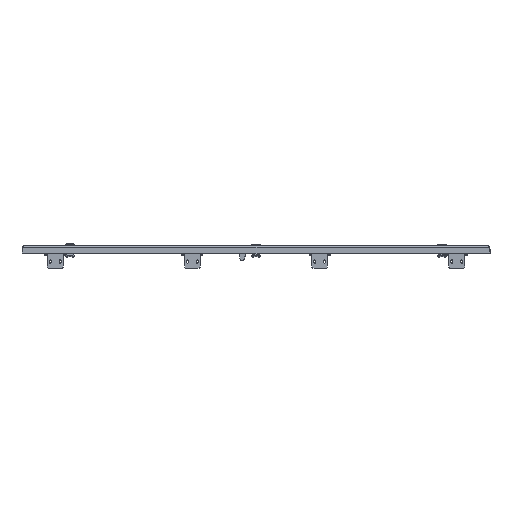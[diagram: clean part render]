
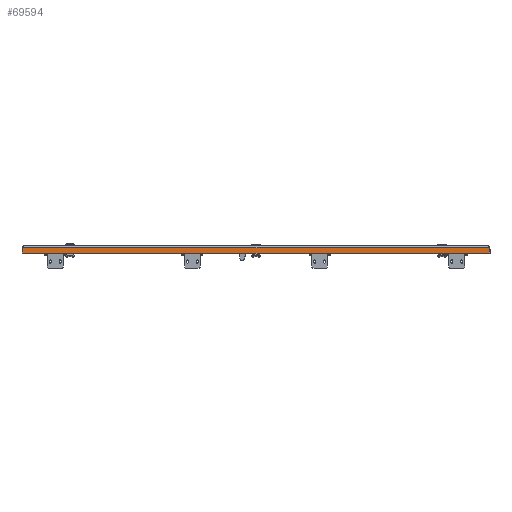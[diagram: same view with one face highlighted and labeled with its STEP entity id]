
A CAD part, left-side view. The second image highlights one B-rep face of the part: STEP entity #69594.
In plain terms, the highlighted planar face has unit normal (-1, 0, 0).
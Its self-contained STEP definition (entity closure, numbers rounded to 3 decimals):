
#125 = EDGE_CURVE ( 'NONE', #44811, #34421, #17009, .T. ) ;
#1963 = CARTESIAN_POINT ( 'NONE',  ( -194.5, 595.429, 0. ) ) ;
#8065 = ORIENTED_EDGE ( 'NONE', *, *, #125, .F. ) ;
#9693 = DIRECTION ( 'NONE',  ( 1., 0., 0. ) ) ;
#9750 = CARTESIAN_POINT ( 'NONE',  ( -194.5, 595.429, -4. ) ) ;
#11129 = VECTOR ( 'NONE', #13987, 1000. ) ;
#12580 = LINE ( 'NONE', #30616, #11129 ) ;
#13987 = DIRECTION ( 'NONE',  ( 0., -1., 0. ) ) ;
#17009 = LINE ( 'NONE', #64151, #58341 ) ;
#19985 = CARTESIAN_POINT ( 'NONE',  ( -194.5, -595.429, -2. ) ) ;
#22306 = ORIENTED_EDGE ( 'NONE', *, *, #46827, .T. ) ;
#22343 = VERTEX_POINT ( 'NONE', #68228 ) ;
#24770 = CARTESIAN_POINT ( 'NONE',  ( -194.5, 595.429, -18. ) ) ;
#25190 = EDGE_CURVE ( 'NONE', #68563, #22343, #12580, .T. ) ;
#25983 = PLANE ( 'NONE',  #33710 ) ;
#28902 = LINE ( 'NONE', #1963, #43347 ) ;
#30616 = CARTESIAN_POINT ( 'NONE',  ( -194.5, -597.5, -4. ) ) ;
#31669 = DIRECTION ( 'NONE',  ( 0., 0., -1. ) ) ;
#33710 = AXIS2_PLACEMENT_3D ( 'NONE', #63529, #9693, #64583 ) ;
#34421 = VERTEX_POINT ( 'NONE', #24770 ) ;
#43347 = VECTOR ( 'NONE', #66472, 1000. ) ;
#44530 = ORIENTED_EDGE ( 'NONE', *, *, #53543, .F. ) ;
#44811 = VERTEX_POINT ( 'NONE', #67594 ) ;
#46827 = EDGE_CURVE ( 'NONE', #68563, #34421, #28902, .T. ) ;
#48571 = DIRECTION ( 'NONE',  ( 0., 1., 0. ) ) ;
#49008 = FACE_OUTER_BOUND ( 'NONE', #54018, .T. ) ;
#53543 = EDGE_CURVE ( 'NONE', #22343, #44811, #58264, .T. ) ;
#54018 = EDGE_LOOP ( 'NONE', ( #64113, #22306, #8065, #44530 ) ) ;
#58264 = LINE ( 'NONE', #19985, #63914 ) ;
#58341 = VECTOR ( 'NONE', #48571, 1000. ) ;
#63529 = CARTESIAN_POINT ( 'NONE',  ( -194.5, 0., 0. ) ) ;
#63914 = VECTOR ( 'NONE', #31669, 1000. ) ;
#64113 = ORIENTED_EDGE ( 'NONE', *, *, #25190, .F. ) ;
#64151 = CARTESIAN_POINT ( 'NONE',  ( -194.5, -597.5, -18. ) ) ;
#64583 = DIRECTION ( 'NONE',  ( 0., 0., -1. ) ) ;
#66472 = DIRECTION ( 'NONE',  ( 0., 0., -1. ) ) ;
#67594 = CARTESIAN_POINT ( 'NONE',  ( -194.5, -595.429, -18. ) ) ;
#68228 = CARTESIAN_POINT ( 'NONE',  ( -194.5, -595.429, -4. ) ) ;
#68563 = VERTEX_POINT ( 'NONE', #9750 ) ;
#69594 = ADVANCED_FACE ( 'NONE', ( #49008 ), #25983, .F. ) ;
